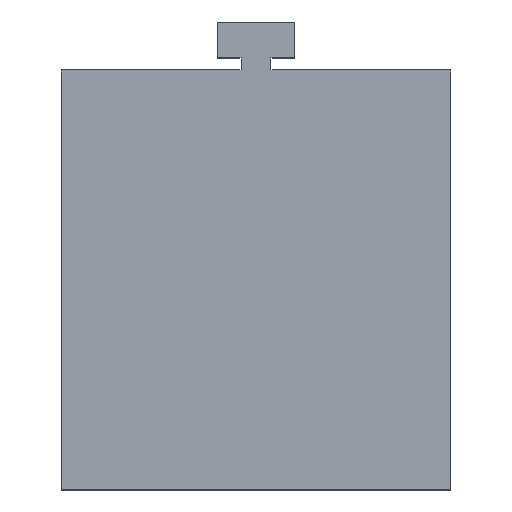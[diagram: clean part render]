
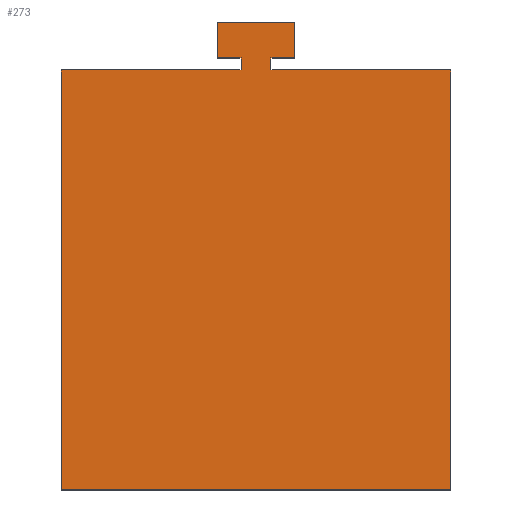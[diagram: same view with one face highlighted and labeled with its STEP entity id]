
A CAD part, top view. The second image highlights one B-rep face of the part: STEP entity #273.
In plain terms, the highlighted planar face has unit normal (0, 0, 1).
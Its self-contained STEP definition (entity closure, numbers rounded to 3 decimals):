
#27=FACE_OUTER_BOUND('',#41,.T.);
#41=EDGE_LOOP('',(#223,#224,#225,#226,#227,#228,#229,#230,#231,#232,#233,
#234));
#45=LINE('',#383,#81);
#48=LINE('',#389,#84);
#51=LINE('',#395,#87);
#54=LINE('',#401,#90);
#57=LINE('',#407,#93);
#60=LINE('',#413,#96);
#63=LINE('',#419,#99);
#66=LINE('',#425,#102);
#69=LINE('',#431,#105);
#72=LINE('',#437,#108);
#75=LINE('',#443,#111);
#78=LINE('',#447,#114);
#81=VECTOR('',#315,10.);
#84=VECTOR('',#320,10.);
#87=VECTOR('',#325,10.);
#90=VECTOR('',#330,10.);
#93=VECTOR('',#335,10.);
#96=VECTOR('',#340,10.);
#99=VECTOR('',#345,10.);
#102=VECTOR('',#350,10.);
#105=VECTOR('',#355,10.);
#108=VECTOR('',#360,10.);
#111=VECTOR('',#365,10.);
#114=VECTOR('',#370,10.);
#117=VERTEX_POINT('',#380);
#118=VERTEX_POINT('',#382);
#120=VERTEX_POINT('',#388);
#122=VERTEX_POINT('',#394);
#124=VERTEX_POINT('',#400);
#126=VERTEX_POINT('',#406);
#128=VERTEX_POINT('',#412);
#130=VERTEX_POINT('',#418);
#132=VERTEX_POINT('',#424);
#134=VERTEX_POINT('',#430);
#136=VERTEX_POINT('',#436);
#138=VERTEX_POINT('',#442);
#141=EDGE_CURVE('',#118,#117,#45,.T.);
#144=EDGE_CURVE('',#120,#118,#48,.T.);
#147=EDGE_CURVE('',#122,#120,#51,.T.);
#150=EDGE_CURVE('',#124,#122,#54,.T.);
#153=EDGE_CURVE('',#126,#124,#57,.T.);
#156=EDGE_CURVE('',#128,#126,#60,.T.);
#159=EDGE_CURVE('',#130,#128,#63,.T.);
#162=EDGE_CURVE('',#132,#130,#66,.T.);
#165=EDGE_CURVE('',#134,#132,#69,.T.);
#168=EDGE_CURVE('',#136,#134,#72,.T.);
#171=EDGE_CURVE('',#138,#136,#75,.T.);
#174=EDGE_CURVE('',#117,#138,#78,.T.);
#223=ORIENTED_EDGE('',*,*,#174,.T.);
#224=ORIENTED_EDGE('',*,*,#171,.T.);
#225=ORIENTED_EDGE('',*,*,#168,.T.);
#226=ORIENTED_EDGE('',*,*,#165,.T.);
#227=ORIENTED_EDGE('',*,*,#162,.T.);
#228=ORIENTED_EDGE('',*,*,#159,.T.);
#229=ORIENTED_EDGE('',*,*,#156,.T.);
#230=ORIENTED_EDGE('',*,*,#153,.T.);
#231=ORIENTED_EDGE('',*,*,#150,.T.);
#232=ORIENTED_EDGE('',*,*,#147,.T.);
#233=ORIENTED_EDGE('',*,*,#144,.T.);
#234=ORIENTED_EDGE('',*,*,#141,.T.);
#259=PLANE('',#307);
#273=ADVANCED_FACE('',(#27),#259,.T.);
#307=AXIS2_PLACEMENT_3D('',#448,#371,#372);
#315=DIRECTION('',(-1.,0.,0.));
#320=DIRECTION('',(0.,-1.,0.));
#325=DIRECTION('',(1.,0.,0.));
#330=DIRECTION('',(0.,-1.,0.));
#335=DIRECTION('',(-1.,0.,0.));
#340=DIRECTION('',(0.,1.,0.));
#345=DIRECTION('',(1.,0.,0.));
#350=DIRECTION('',(0.,1.,0.));
#355=DIRECTION('',(-1.,0.,0.));
#360=DIRECTION('',(0.,1.,0.));
#365=DIRECTION('',(1.,0.,0.));
#370=DIRECTION('',(0.,-1.,0.));
#371=DIRECTION('center_axis',(0.,0.,1.));
#372=DIRECTION('ref_axis',(1.,0.,0.));
#380=CARTESIAN_POINT('',(-130.,-40.,20.));
#382=CARTESIAN_POINT('',(20.,-40.,20.));
#383=CARTESIAN_POINT('',(20.,-40.,20.));
#388=CARTESIAN_POINT('',(20.,-30.,20.));
#389=CARTESIAN_POINT('',(20.,-30.,20.));
#394=CARTESIAN_POINT('',(0.,-30.,20.));
#395=CARTESIAN_POINT('',(0.,-30.,20.));
#400=CARTESIAN_POINT('',(0.,0.,20.));
#401=CARTESIAN_POINT('',(0.,0.,20.));
#406=CARTESIAN_POINT('',(65.,0.,20.));
#407=CARTESIAN_POINT('',(65.,0.,20.));
#412=CARTESIAN_POINT('',(65.,-30.,20.));
#413=CARTESIAN_POINT('',(65.,-30.,20.));
#418=CARTESIAN_POINT('',(45.,-30.,20.));
#419=CARTESIAN_POINT('',(45.,-30.,20.));
#424=CARTESIAN_POINT('',(45.,-40.,20.));
#425=CARTESIAN_POINT('',(45.,-40.,20.));
#430=CARTESIAN_POINT('',(195.,-40.,20.));
#431=CARTESIAN_POINT('',(195.,-40.,20.));
#436=CARTESIAN_POINT('',(195.,-390.,20.));
#437=CARTESIAN_POINT('',(195.,-390.,20.));
#442=CARTESIAN_POINT('',(-130.,-390.,20.));
#443=CARTESIAN_POINT('',(-130.,-390.,20.));
#447=CARTESIAN_POINT('',(-130.,-40.,20.));
#448=CARTESIAN_POINT('Origin',(32.5,-195.,20.));
